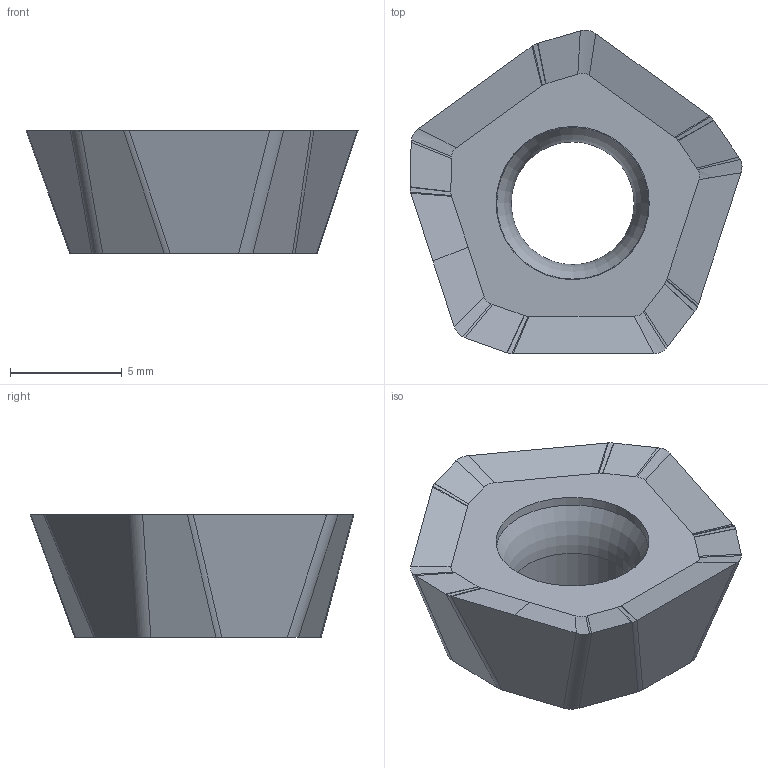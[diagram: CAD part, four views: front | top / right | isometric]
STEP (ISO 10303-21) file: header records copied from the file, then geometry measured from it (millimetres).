
FILE_DESCRIPTION(/* description */ (''),/* implementation_level */ '2;1');
FILE_NAME(/* name */ 'PDMX0905ZEER_M_115004460ndi000_00_SIM.stp',/* time_stamp */ '2021-10-11T09:40:53+02:00',/* author */ (''),/* organization */ (''),/* preprocessor_version */ 'ST-DEVELOPER v16.7',/* originating_system */ 'SIEMENS PLM Software NX 12.0',/* authorisation */ '');
FILE_SCHEMA (('AUTOMOTIVE_DESIGN { 1 0 10303 214 3 1 1 1 }'));
Length unit declared in the file: millimetre
Products named in the file (1): fo34248CCE16sstj
Bounding box: 14.86 x 14.49 x 5.47 mm (x, y, z)
Volume: 504.5 mm3; surface area: 522.6 mm2
Topology: 1 solids, 1 shells, 66 faces, 165 edges, 101 vertices
Faces by surface type: bspline 30, plane 23, extrusion 10, cylinder 1, torus 1, cone 1
Full cylindrical faces by diameter (mm): 5.5 x1
Entity records: 2142 total; most frequent: CARTESIAN_POINT 792, ORIENTED_EDGE 318, DIRECTION 208, EDGE_CURVE 159, VERTEX_POINT 98, VECTOR 96, LINE 86, EDGE_LOOP 71
